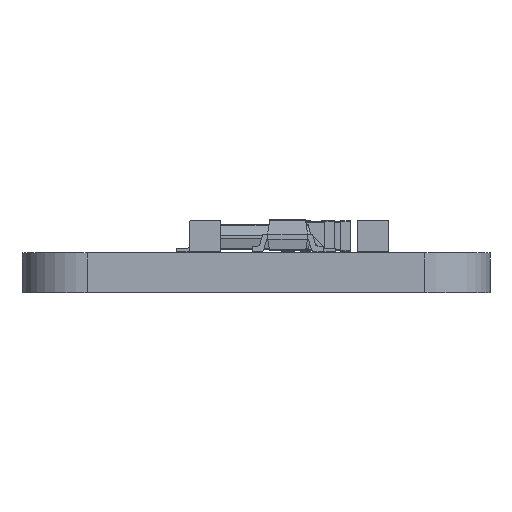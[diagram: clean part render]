
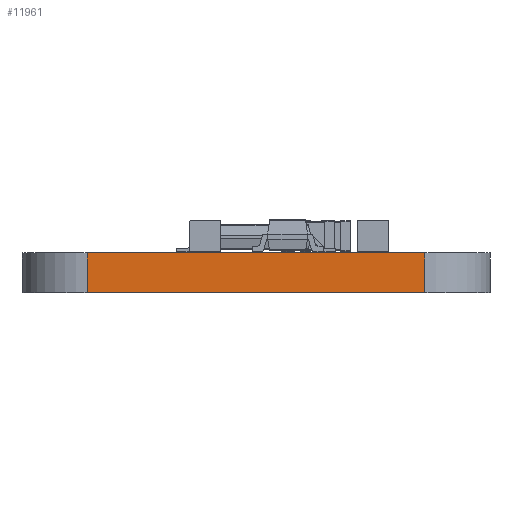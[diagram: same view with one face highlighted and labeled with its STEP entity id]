
A CAD part, front view. The second image highlights one B-rep face of the part: STEP entity #11961.
In plain terms, the highlighted planar face has unit normal (0, -1, 0).
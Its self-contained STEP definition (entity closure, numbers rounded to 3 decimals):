
#10581 = VERTEX_POINT('',#10582);
#10582 = CARTESIAN_POINT('',(0.836,-71.194,0.));
#10589 = EDGE_CURVE('',#10590,#10581,#10592,.T.);
#10590 = VERTEX_POINT('',#10591);
#10591 = CARTESIAN_POINT('',(14.404,-71.194,0.));
#10592 = LINE('',#10593,#10594);
#10593 = CARTESIAN_POINT('',(14.404,-71.194,0.));
#10594 = VECTOR('',#10595,1.);
#10595 = DIRECTION('',(-1.,0.,0.));
#11266 = VERTEX_POINT('',#11267);
#11267 = CARTESIAN_POINT('',(0.836,-71.194,1.6));
#11274 = EDGE_CURVE('',#11275,#11266,#11277,.T.);
#11275 = VERTEX_POINT('',#11276);
#11276 = CARTESIAN_POINT('',(14.404,-71.194,1.6));
#11277 = LINE('',#11278,#11279);
#11278 = CARTESIAN_POINT('',(14.404,-71.194,1.6));
#11279 = VECTOR('',#11280,1.);
#11280 = DIRECTION('',(-1.,0.,0.));
#11933 = EDGE_CURVE('',#10590,#11275,#11934,.T.);
#11934 = LINE('',#11935,#11936);
#11935 = CARTESIAN_POINT('',(14.404,-71.194,0.));
#11936 = VECTOR('',#11937,1.);
#11937 = DIRECTION('',(0.,0.,1.));
#11961 = ADVANCED_FACE('',(#11962),#11973,.T.);
#11962 = FACE_BOUND('',#11963,.T.);
#11963 = EDGE_LOOP('',(#11964,#11965,#11966,#11972));
#11964 = ORIENTED_EDGE('',*,*,#11933,.T.);
#11965 = ORIENTED_EDGE('',*,*,#11274,.T.);
#11966 = ORIENTED_EDGE('',*,*,#11967,.F.);
#11967 = EDGE_CURVE('',#10581,#11266,#11968,.T.);
#11968 = LINE('',#11969,#11970);
#11969 = CARTESIAN_POINT('',(0.836,-71.194,0.));
#11970 = VECTOR('',#11971,1.);
#11971 = DIRECTION('',(0.,0.,1.));
#11972 = ORIENTED_EDGE('',*,*,#10589,.F.);
#11973 = PLANE('',#11974);
#11974 = AXIS2_PLACEMENT_3D('',#11975,#11976,#11977);
#11975 = CARTESIAN_POINT('',(14.404,-71.194,0.));
#11976 = DIRECTION('',(0.,-1.,0.));
#11977 = DIRECTION('',(-1.,0.,0.));
